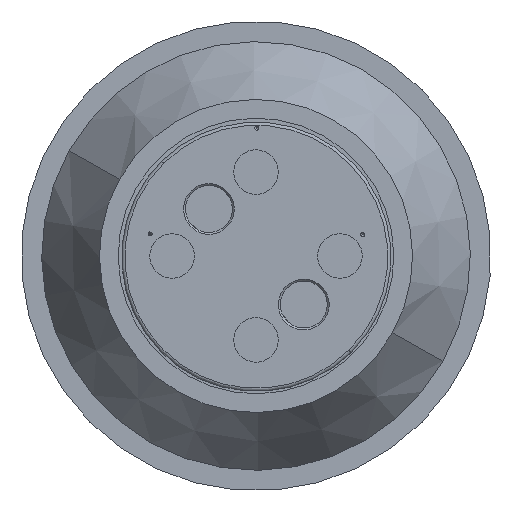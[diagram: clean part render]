
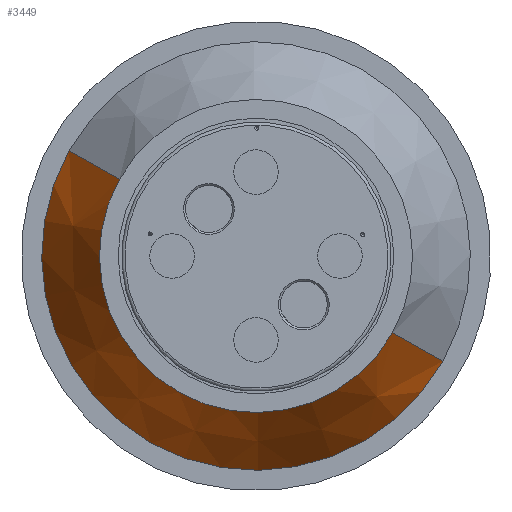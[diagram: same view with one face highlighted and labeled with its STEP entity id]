
A CAD part, front view. The second image highlights one B-rep face of the part: STEP entity #3449.
In plain terms, the highlighted conical face has half-angle 30 degrees and reference radius 12.7 mm.
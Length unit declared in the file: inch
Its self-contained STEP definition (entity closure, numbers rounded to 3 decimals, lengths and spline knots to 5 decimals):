
#78 = CARTESIAN_POINT ( 'NONE',  ( 0.59658, -0.5355, -0.33552 ) ) ;
#80 = CARTESIAN_POINT ( 'NONE',  ( -0.59658, -0.5355, 0.33552 ) ) ;
#86 = CARTESIAN_POINT ( 'NONE',  ( -0.43581, -0.85499, 0.2451 ) ) ;
#88 = CARTESIAN_POINT ( 'NONE',  ( 0.43581, -0.85499, -0.2451 ) ) ;
#712 = DIRECTION ( 'NONE',  ( 0.872, 0., -0.49 ) ) ;
#714 = DIRECTION ( 'NONE',  ( 0., 1., 0. ) ) ;
#716 = CARTESIAN_POINT ( 'NONE',  ( 0., -0.85499, 0. ) ) ;
#919 = EDGE_CURVE ( 'NONE', #1801, #1799, #3062, .T. ) ;
#1026 = EDGE_CURVE ( 'NONE', #1797, #1801, #2929, .T. ) ;
#1065 = EDGE_CURVE ( 'NONE', #1798, #1799, #2872, .T. ) ;
#1082 = EDGE_CURVE ( 'NONE', #1797, #1798, #2845, .T. ) ;
#1343 = DIRECTION ( 'NONE',  ( 0.872, 0., -0.49 ) ) ;
#1344 = DIRECTION ( 'NONE',  ( 0., 1., 0. ) ) ;
#1345 = CARTESIAN_POINT ( 'NONE',  ( 0., -0.85499, 0. ) ) ;
#1611 = EDGE_LOOP ( 'NONE', ( #3143, #3144, #3145, #3146 ) ) ;
#1797 = VERTEX_POINT ( 'NONE', #88 ) ;
#1798 = VERTEX_POINT ( 'NONE', #86 ) ;
#1799 = VERTEX_POINT ( 'NONE', #80 ) ;
#1801 = VERTEX_POINT ( 'NONE', #78 ) ;
#1867 = CARTESIAN_POINT ( 'NONE',  ( -0.43581, -0.85499, 0.2451 ) ) ;
#1869 = DIRECTION ( 'NONE',  ( -0.436, 0.866, 0.245 ) ) ;
#2409 = CONICAL_SURFACE ( 'NONE', #2564, 0.5, 0.524 ) ;
#2420 = FACE_OUTER_BOUND ( 'NONE', #1611, .T. ) ;
#2564 = AXIS2_PLACEMENT_3D ( 'NONE', #716, #714, #712 ) ;
#2845 = CIRCLE ( 'NONE', #4099, 0.5 ) ;
#2870 = VECTOR ( 'NONE', #1869, 39.37008 ) ;
#2872 = LINE ( 'NONE', #1867, #2870 ) ;
#2923 = VECTOR ( 'NONE', #4466, 39.37008 ) ;
#2929 = LINE ( 'NONE', #4458, #2923 ) ;
#3062 = CIRCLE ( 'NONE', #4224, 0.68446 ) ;
#3143 = ORIENTED_EDGE ( 'NONE', *, *, #1082, .T. ) ;
#3144 = ORIENTED_EDGE ( 'NONE', *, *, #1065, .T. ) ;
#3145 = ORIENTED_EDGE ( 'NONE', *, *, #919, .F. ) ;
#3146 = ORIENTED_EDGE ( 'NONE', *, *, #1026, .F. ) ;
#3449 = ADVANCED_FACE ( 'NONE', ( #2420 ), #2409, .T. ) ;
#4099 = AXIS2_PLACEMENT_3D ( 'NONE', #1345, #1344, #1343 ) ;
#4224 = AXIS2_PLACEMENT_3D ( 'NONE', #4977, #4976, #4971 ) ;
#4458 = CARTESIAN_POINT ( 'NONE',  ( 0.43581, -0.85499, -0.2451 ) ) ;
#4466 = DIRECTION ( 'NONE',  ( 0.436, 0.866, -0.245 ) ) ;
#4971 = DIRECTION ( 'NONE',  ( 0.872, 0., -0.49 ) ) ;
#4976 = DIRECTION ( 'NONE',  ( 0., 1., 0. ) ) ;
#4977 = CARTESIAN_POINT ( 'NONE',  ( 0., -0.5355, 0. ) ) ;
